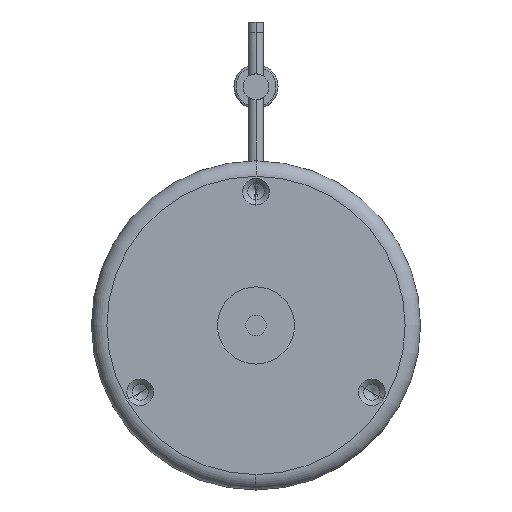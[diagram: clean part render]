
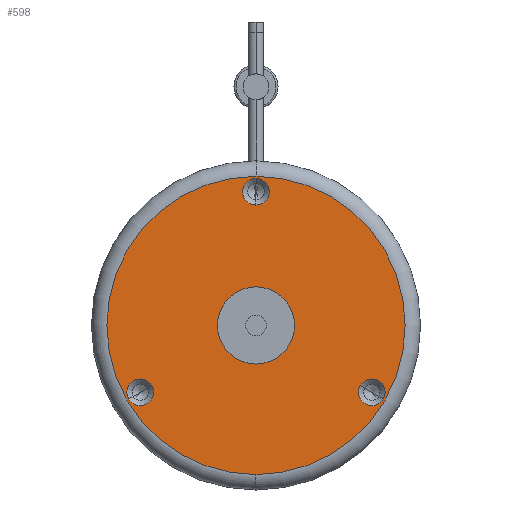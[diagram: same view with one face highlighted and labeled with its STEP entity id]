
A CAD part, left-side view. The second image highlights one B-rep face of the part: STEP entity #598.
In plain terms, the highlighted planar face has unit normal (-1, 0, 0).
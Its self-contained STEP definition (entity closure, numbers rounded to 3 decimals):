
#402=CARTESIAN_POINT('POINT6089',(0.,
   0.,3.75));
#403=VERTEX_POINT('VERTEX6089',#402);
#410=CARTESIAN_POINT('POINT6090',(0.,
   0.,-3.75));
#411=VERTEX_POINT('VERTEX6090',#410);
#412=CARTESIAN_POINT('POS8723',(0.,0.,
   0.));
#413=DIRECTION('DIR13651',(-1.,0.,0.));
#414=DIRECTION('DIR13652',(0.,0.,1.));
#415=AXIS2_PLACEMENT_3D('AXIS4929',#412,#413,#414);
#416=CIRCLE('ELLIPSE2370',#415,3.75);
#417=EDGE_CURVE('EDGE9763',#403,#411,#416,.T.);
#437=EDGE_CURVE('EDGE9765',#411,#403,#416,.T.);
#442=CARTESIAN_POINT('POINT6091',(0.,
   10.132,-5.85));
#443=VERTEX_POINT('VERTEX6091',#442);
#450=CARTESIAN_POINT('POINT6092',(0.,12.384,
   -7.15));
#451=VERTEX_POINT('VERTEX6092',#450);
#452=CARTESIAN_POINT('POS8727',(0.,11.258,
   -6.5));
#453=DIRECTION('DIR13657',(1.,0.,
   0.));
#454=DIRECTION('DIR13658',(0.,-0.866
   ,0.5));
#455=AXIS2_PLACEMENT_3D('AXIS4931',#452,#453,#454);
#456=CIRCLE('ELLIPSE2371',#455,1.3);
#457=EDGE_CURVE('EDGE9767',#451,#443,#456,.T.);
#477=EDGE_CURVE('EDGE9769',#443,#451,#456,.T.);
#482=CARTESIAN_POINT('POINT6093',(0.,
   -10.132,-5.85));
#483=VERTEX_POINT('VERTEX6093',#482);
#490=CARTESIAN_POINT('POINT6094',(0.,
   -12.384,-7.15));
#491=VERTEX_POINT('VERTEX6094',#490);
#492=CARTESIAN_POINT('POS8731',(0.,
   -11.258,-6.5));
#493=DIRECTION('DIR13663',(1.,0.,
   0.));
#494=DIRECTION('DIR13664',(0.,0.866,
   0.5));
#495=AXIS2_PLACEMENT_3D('AXIS4933',#492,#493,#494);
#496=CIRCLE('ELLIPSE2372',#495,1.3);
#497=EDGE_CURVE('EDGE9771',#491,#483,#496,.T.);
#517=EDGE_CURVE('EDGE9773',#483,#491,#496,.T.);
#522=CARTESIAN_POINT('POINT6095',(0.,0.,
   11.7));
#523=VERTEX_POINT('VERTEX6095',#522);
#530=CARTESIAN_POINT('POINT6096',(0.,
   0.,14.3));
#531=VERTEX_POINT('VERTEX6096',#530);
#532=CARTESIAN_POINT('POS8735',(0.,
   0.,13.));
#533=DIRECTION('DIR13669',(1.,0.,0.));
#534=DIRECTION('DIR13670',(0.,0.,-1.));
#535=AXIS2_PLACEMENT_3D('AXIS4935',#532,#533,#534);
#536=CIRCLE('ELLIPSE2373',#535,1.3);
#537=EDGE_CURVE('EDGE9775',#531,#523,#536,.T.);
#557=EDGE_CURVE('EDGE9777',#523,#531,#536,.T.);
#562=CARTESIAN_POINT('POINT6097',(0.,0.,
   14.5));
#563=VERTEX_POINT('VERTEX6097',#562);
#564=CARTESIAN_POINT('POINT6098',(0.,0.,
   -14.5));
#565=VERTEX_POINT('VERTEX6098',#564);
#566=CARTESIAN_POINT('POS8738',(0.,0.,0.));
#567=DIRECTION('DIR13674',(-1.,0.,0.));
#568=DIRECTION('DIR13675',(0.,0.,1.));
#569=AXIS2_PLACEMENT_3D('AXIS4937',#566,#567,#568);
#570=CIRCLE('ELLIPSE2374',#569,14.5);
#571=EDGE_CURVE('EDGE9778',#563,#565,#570,.T.);
#572=ORIENTED_EDGE('COEDGE19547',*,*,#571,.T.);
#573=EDGE_CURVE('EDGE9779',#565,#563,#570,.T.);
#574=ORIENTED_EDGE('COEDGE19548',*,*,#573,.T.);
#575=EDGE_LOOP('NONE',(#572,#574));
#576=FACE_BOUND('LOOP1',#575,.T.);
#577=ORIENTED_EDGE('COEDGE19549',*,*,#557,.T.);
#578=ORIENTED_EDGE('COEDGE19550',*,*,#537,.T.);
#579=EDGE_LOOP('NONE',(#577,#578));
#580=FACE_BOUND('LOOP1',#579,.T.);
#581=ORIENTED_EDGE('COEDGE19551',*,*,#517,.T.);
#582=ORIENTED_EDGE('COEDGE19552',*,*,#497,.T.);
#583=EDGE_LOOP('NONE',(#581,#582));
#584=FACE_BOUND('LOOP1',#583,.T.);
#585=ORIENTED_EDGE('COEDGE19553',*,*,#477,.T.);
#586=ORIENTED_EDGE('COEDGE19554',*,*,#457,.T.);
#587=EDGE_LOOP('NONE',(#585,#586));
#588=FACE_BOUND('LOOP1',#587,.T.);
#589=ORIENTED_EDGE('COEDGE19555',*,*,#437,.F.);
#590=ORIENTED_EDGE('COEDGE19556',*,*,#417,.F.);
#591=EDGE_LOOP('NONE',(#589,#590));
#592=FACE_BOUND('LOOP1',#591,.T.);
#593=CARTESIAN_POINT('POS8739',(0.,0.,7.25
   ));
#594=DIRECTION('DIR13676',(-1.,0.,0.));
#595=DIRECTION('DIR13677',(0.,1.,0.));
#596=AXIS2_PLACEMENT_3D('AXIS4938',#593,#594,#595);
#597=PLANE('PLANE1395',#596);
#598=ADVANCED_FACE('FACE4394',(#576,#580,#584,#588,#592),#597,.T.);
